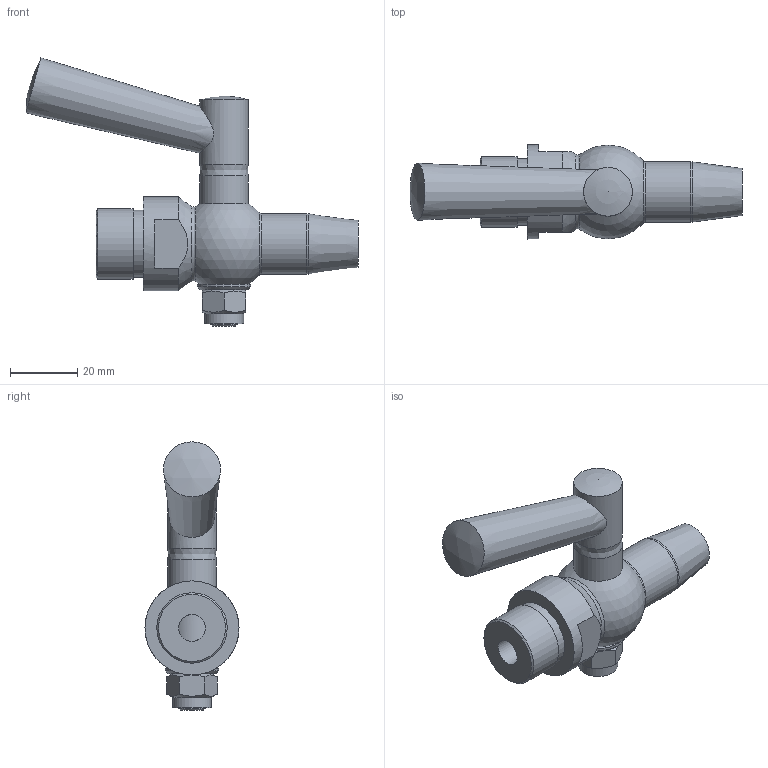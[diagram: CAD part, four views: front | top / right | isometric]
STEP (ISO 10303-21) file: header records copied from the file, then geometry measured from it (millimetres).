
FILE_DESCRIPTION((''),'2;1');
FILE_NAME('91220008X.stp','2010-09-27T13:46:47',('thilbrands'),(''),'Autodesk Inventor 2008','Autodesk Inventor 2008','');
FILE_SCHEMA(('AUTOMOTIVE_DESIGN { 1 0 10303 214 1 1 1 1 }'));
Length unit declared in the file: millimetre
Products named in the file (4): 91220004X; 91220004X-03; ISO 7090 8 - 140 HV; ISO 7041 M8
Assembly tree (3 placements, depth 2):
  91220004X
    91220004X-03
    ISO 7090 8 - 140 HV
    ISO 7041 M8
Bounding box: 98.87 x 28 x 79.92 mm (x, y, z)
Volume: 42963 mm3; surface area: 13516.6 mm2
Topology: 3 solids, 3 shells, 53 faces, 111 edges, 70 vertices
Faces by surface type: plane 18, cylinder 15, cone 10, bspline 6, sphere 3, torus 1
Full cylindrical faces by diameter (mm): 8 x3, 8.4 x1, 11.63 x1, 14.5 x3, 16 x1, 18 x1, 19.955 x1, 20.955 x1, 28 x1
Entity records: 1626 total; most frequent: CARTESIAN_POINT 601, DIRECTION 202, ORIENTED_EDGE 140, AXIS2_PLACEMENT_3D 95, EDGE_LOOP 94, EDGE_CURVE 70, VERTEX_POINT 60, FACE_OUTER_BOUND 53
